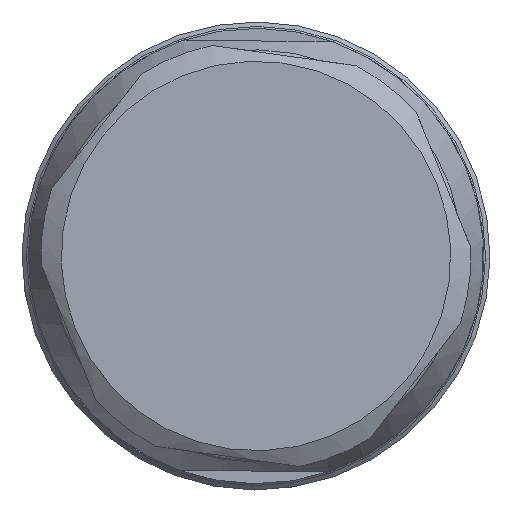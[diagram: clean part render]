
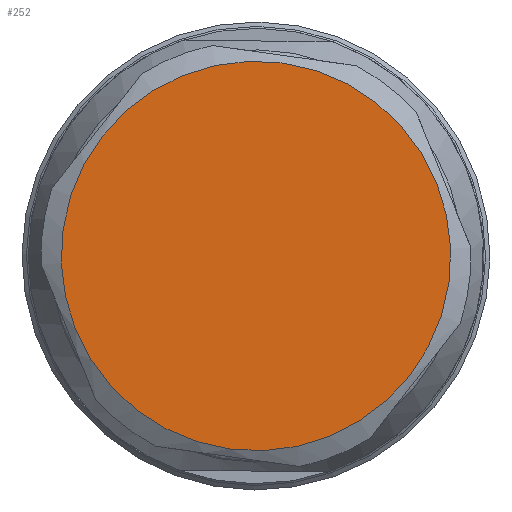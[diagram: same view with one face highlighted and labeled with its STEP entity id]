
A CAD part, left-side view. The second image highlights one B-rep face of the part: STEP entity #252.
In plain terms, the highlighted planar face has unit normal (-1, 0, 0).
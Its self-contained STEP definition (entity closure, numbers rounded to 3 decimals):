
#207=PLANE('',#1404);
#252=ADVANCED_FACE('',(#375),#207,.T.);
#375=FACE_OUTER_BOUND('',#416,.T.);
#416=EDGE_LOOP('',(#672));
#582=CIRCLE('',#1403,7.7);
#672=ORIENTED_EDGE('',*,*,#1113,.T.);
#988=VERTEX_POINT('',#2009);
#1113=EDGE_CURVE('',#988,#988,#582,.T.);
#1403=AXIS2_PLACEMENT_3D('',#2008,#1598,#1599);
#1404=AXIS2_PLACEMENT_3D('',#2010,#1600,#1601);
#1598=DIRECTION('',(-1.,0.,0.));
#1599=DIRECTION('',(0.,0.374,0.927));
#1600=DIRECTION('',(-1.,0.,0.));
#1601=DIRECTION('',(0.,0.374,0.927));
#2008=CARTESIAN_POINT('',(-25.7,0.,0.));
#2009=CARTESIAN_POINT('',(-25.7,2.881,7.141));
#2010=CARTESIAN_POINT('',(-25.7,0.,0.));
